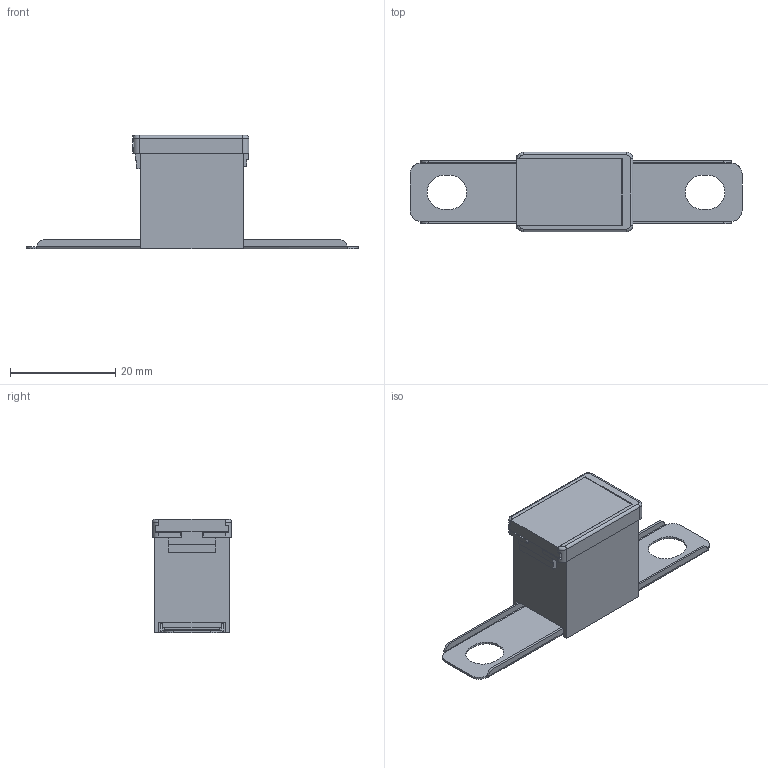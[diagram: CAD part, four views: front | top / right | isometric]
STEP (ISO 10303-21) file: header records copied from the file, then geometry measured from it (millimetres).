
FILE_DESCRIPTION(/* description */ (''),/* implementation_level */ '2;1');
FILE_NAME(/* name */ 'PAL FUSE 32V DC 295 SERIES 0295000.MXJ.stp',/* time_stamp */ '2023-01-27T16:52:32-06:00',/* author */ (''),/* organization */ (''),/* preprocessor_version */ 'ST-DEVELOPER v18.1',/* originating_system */ 'SIEMENS PLM Software NX 1957',/* authorisation */ '');
FILE_SCHEMA (('AUTOMOTIVE_DESIGN { 1 0 10303 214 3 1 1 1 }'));
Length unit declared in the file: millimetre
Products named in the file (1): OPLa3C3C225426ba
Bounding box: 63 x 15.05 x 21.51 mm (x, y, z)
Volume: 6259.7 mm3; surface area: 3971.2 mm2
Topology: 1 solids, 1 shells, 177 faces, 492 edges, 322 vertices
Faces by surface type: plane 138, cylinder 35, torus 4
Entity records: 5682 total; most frequent: CARTESIAN_POINT 1030, ORIENTED_EDGE 984, DIRECTION 910, EDGE_CURVE 492, LINE 406, VECTOR 406, VERTEX_POINT 322, AXIS2_PLACEMENT_3D 252
